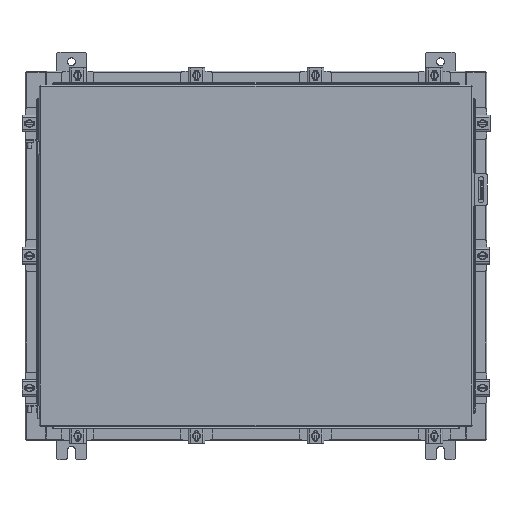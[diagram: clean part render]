
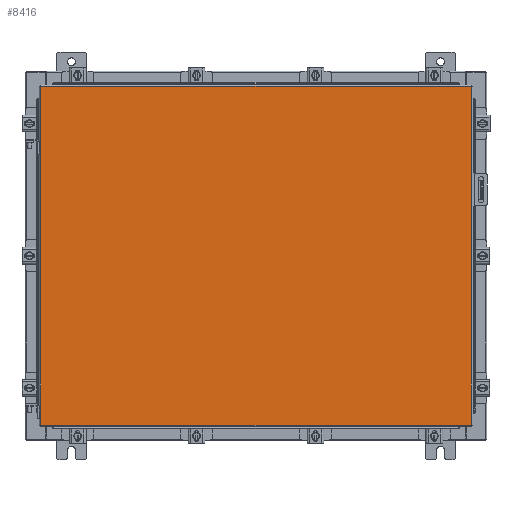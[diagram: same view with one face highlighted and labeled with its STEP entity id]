
A CAD part, top view. The second image highlights one B-rep face of the part: STEP entity #8416.
In plain terms, the highlighted planar face has unit normal (0, 0, 1).
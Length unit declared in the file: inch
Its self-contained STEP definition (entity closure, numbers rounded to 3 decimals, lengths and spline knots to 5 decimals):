
#487 = DIRECTION ( 'NONE',  ( 0., 0., -1. ) ) ;
#828 = LINE ( 'NONE', #19541, #18900 ) ;
#1554 = VECTOR ( 'NONE', #14913, 39.37008 ) ;
#2280 = EDGE_CURVE ( 'NONE', #10784, #6003, #828, .T. ) ;
#2670 = VECTOR ( 'NONE', #9416, 39.37008 ) ;
#3013 = EDGE_CURVE ( 'NONE', #16647, #10784, #20743, .T. ) ;
#5389 = ORIENTED_EDGE ( 'NONE', *, *, #3013, .T. ) ;
#5683 = LINE ( 'NONE', #9561, #1554 ) ;
#5717 = CARTESIAN_POINT ( 'NONE',  ( 0., 0., 0. ) ) ;
#6003 = VERTEX_POINT ( 'NONE', #20644 ) ;
#6300 = ORIENTED_EDGE ( 'NONE', *, *, #14604, .T. ) ;
#6693 = ORIENTED_EDGE ( 'NONE', *, *, #7201, .T. ) ;
#6703 = AXIS2_PLACEMENT_3D ( 'NONE', #5717, #487, #12812 ) ;
#7201 = EDGE_CURVE ( 'NONE', #6003, #13563, #5683, .T. ) ;
#8416 = ADVANCED_FACE ( 'NONE', ( #16843 ), #21431, .F. ) ;
#9187 = DIRECTION ( 'NONE',  ( -1., 0., 0. ) ) ;
#9405 = CARTESIAN_POINT ( 'NONE',  ( -14.0063, -11.0063, 0. ) ) ;
#9416 = DIRECTION ( 'NONE',  ( 0., 1., 0. ) ) ;
#9561 = CARTESIAN_POINT ( 'NONE',  ( -14.0063, 11.0063, 0. ) ) ;
#10784 = VERTEX_POINT ( 'NONE', #11163 ) ;
#11163 = CARTESIAN_POINT ( 'NONE',  ( 14.0063, 11.0063, 0. ) ) ;
#12812 = DIRECTION ( 'NONE',  ( -1., 0., 0. ) ) ;
#13563 = VERTEX_POINT ( 'NONE', #9405 ) ;
#14604 = EDGE_CURVE ( 'NONE', #13563, #16647, #19024, .T. ) ;
#14913 = DIRECTION ( 'NONE',  ( 0., -1., 0. ) ) ;
#15627 = CARTESIAN_POINT ( 'NONE',  ( -14.0063, -11.0063, 0. ) ) ;
#16128 = ORIENTED_EDGE ( 'NONE', *, *, #2280, .T. ) ;
#16647 = VERTEX_POINT ( 'NONE', #21024 ) ;
#16843 = FACE_OUTER_BOUND ( 'NONE', #17615, .T. ) ;
#17615 = EDGE_LOOP ( 'NONE', ( #6300, #5389, #16128, #6693 ) ) ;
#18900 = VECTOR ( 'NONE', #9187, 39.37008 ) ;
#19024 = LINE ( 'NONE', #15627, #19560 ) ;
#19541 = CARTESIAN_POINT ( 'NONE',  ( 14.0063, 11.0063, 0. ) ) ;
#19560 = VECTOR ( 'NONE', #22538, 39.37008 ) ;
#20644 = CARTESIAN_POINT ( 'NONE',  ( -14.0063, 11.0063, 0. ) ) ;
#20743 = LINE ( 'NONE', #21583, #2670 ) ;
#21024 = CARTESIAN_POINT ( 'NONE',  ( 14.0063, -11.0063, 0. ) ) ;
#21431 = PLANE ( 'NONE',  #6703 ) ;
#21583 = CARTESIAN_POINT ( 'NONE',  ( 14.0063, -11.0063, 0. ) ) ;
#22538 = DIRECTION ( 'NONE',  ( 1., 0., 0. ) ) ;
